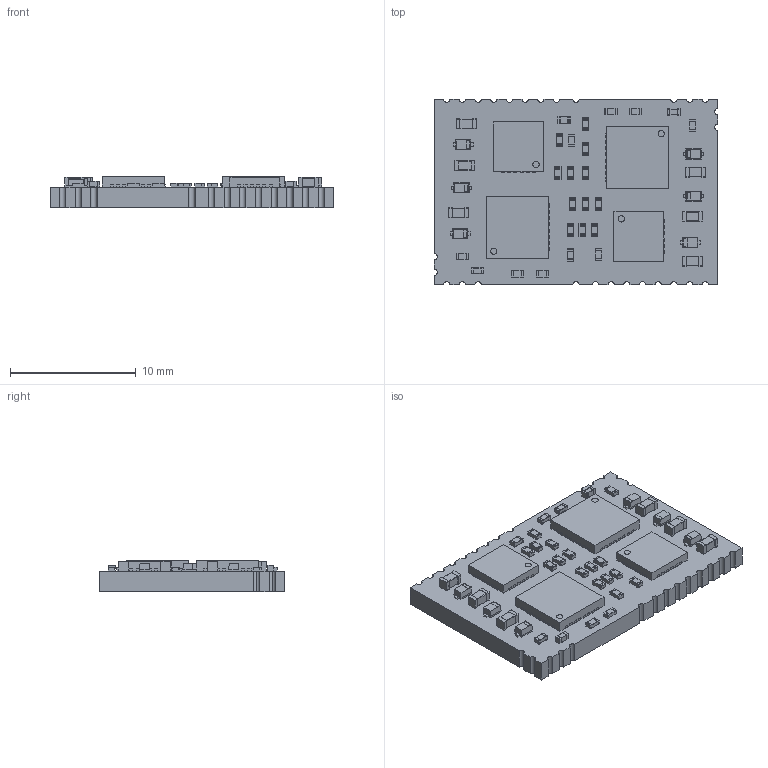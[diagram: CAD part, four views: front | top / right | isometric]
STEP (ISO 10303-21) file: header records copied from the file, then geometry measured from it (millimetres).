
FILE_DESCRIPTION(('FreeCAD Model'),'2;1');
FILE_NAME('Open CASCADE Shape Model','2025-09-16T10:59:46',(''),(''), 'Open CASCADE STEP processor 7.8','FreeCAD','Unknown');
FILE_SCHEMA(('AUTOMOTIVE_DESIGN { 1 0 10303 214 1 1 1 1 }'));
Length unit declared in the file: millimetre
Products named in the file (11): ESC Module; Board_Geoms_4bb3; Pcb_4bb3; Step_Models_4bb3; Top_4bb3; U301_QFN_32_1EP_5x5mm_P05mm_EP33x33mm_8d3ec4760f75; D201_D_SOD_523_7f9f36a7b6ab; R306_R_0402_1005Metric_c3775124b515; C6_C_0603_1608Metric_7d0948edb161; C5_C_0402_1005Metric_2360fc5eea04; U302_QFN-24-1EP_4x4mm_Pitch0.5mm_ff58a2bbabb8
Assembly tree (44 placements, depth 4):
  ESC Module
    Board_Geoms_4bb3
      Pcb_4bb3
    Step_Models_4bb3
      Top_4bb3
        U301_QFN_32_1EP_5x5mm_P05mm_EP33x33mm_8d3ec4760f75  x2
        D201_D_SOD_523_7f9f36a7b6ab  x6
        R306_R_0402_1005Metric_c3775124b515  x22
        C6_C_0603_1608Metric_7d0948edb161  x6
        C5_C_0402_1005Metric_2360fc5eea04  x2
        U302_QFN-24-1EP_4x4mm_Pitch0.5mm_ff58a2bbabb8  x2
Bounding box: 22.6 x 14.8 x 2.48 mm (x, y, z)
Volume: 610.8 mm3; surface area: 1136.3 mm2
Topology: 41 solids, 41 shells, 1750 faces, 4754 edges, 3116 vertices
Faces by surface type: plane 1272, cylinder 418, bspline 60
Full cylindrical faces by diameter (mm): 0.5 x4
Entity records: 22085 total; most frequent: CARTESIAN_POINT 3182, ORIENTED_EDGE 3052, DIRECTION 2898, EDGE_CURVE 1526, LINE 1274, VECTOR 1274, VERTEX_POINT 1012, AXIS2_PLACEMENT_3D 812
